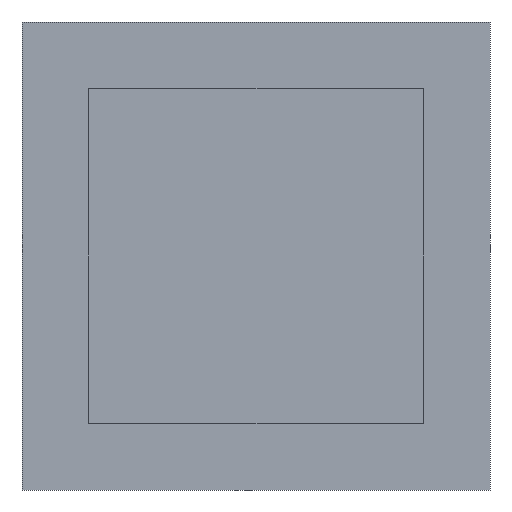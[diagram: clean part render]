
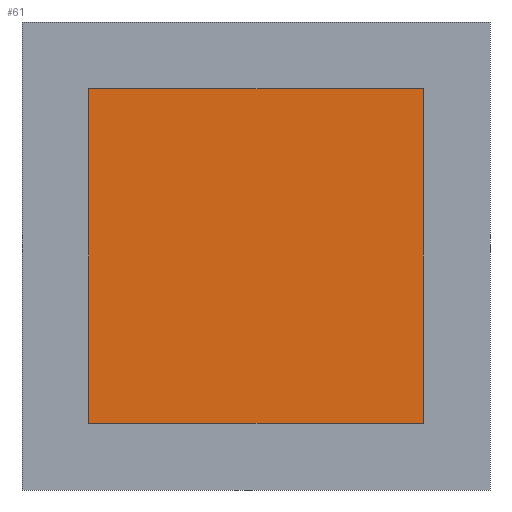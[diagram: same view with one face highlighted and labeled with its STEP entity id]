
A CAD part, front view. The second image highlights one B-rep face of the part: STEP entity #61.
In plain terms, the highlighted planar face has unit normal (0, -1, 0).
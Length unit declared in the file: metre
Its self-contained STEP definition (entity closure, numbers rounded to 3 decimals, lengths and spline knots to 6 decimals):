
#61 = ADVANCED_FACE( 'F49.B', ( #123 ), #124, .F. );
#123 = FACE_OUTER_BOUND( '', #185, .T. );
#124 = PLANE( '', #186 );
#185 = EDGE_LOOP( '', ( #279, #280, #281, #282 ) );
#186 = AXIS2_PLACEMENT_3D( '', #283, #284, #285 );
#279 = ORIENTED_EDGE( '', *, *, #381, .T. );
#280 = ORIENTED_EDGE( '', *, *, #364, .T. );
#281 = ORIENTED_EDGE( '', *, *, #369, .T. );
#282 = ORIENTED_EDGE( '', *, *, #382, .T. );
#283 = CARTESIAN_POINT( '', ( -0.043, 0.001, -0.023 ) );
#284 = DIRECTION( '', ( 0., 1., 0. ) );
#285 = DIRECTION( '', ( 1., 0., 0. ) );
#364 = EDGE_CURVE( '', #428, #429, #430, .T. );
#369 = EDGE_CURVE( '', #429, #437, #438, .T. );
#381 = EDGE_CURVE( '', #453, #428, #454, .T. );
#382 = EDGE_CURVE( '', #437, #453, #455, .T. );
#428 = VERTEX_POINT( '', #518 );
#429 = VERTEX_POINT( '', #519 );
#430 = LINE( '', #520, #521 );
#437 = VERTEX_POINT( '', #531 );
#438 = LINE( '', #532, #533 );
#453 = VERTEX_POINT( '', #555 );
#454 = LINE( '', #556, #557 );
#455 = LINE( '', #558, #559 );
#518 = CARTESIAN_POINT( '', ( -0.048, 0.001, -0.018 ) );
#519 = CARTESIAN_POINT( '', ( -0.048, 0.001, -0.028 ) );
#520 = CARTESIAN_POINT( '', ( -0.048, 0.001, -0.0205 ) );
#521 = VECTOR( '', #600, 1. );
#531 = CARTESIAN_POINT( '', ( -0.038, 0.001, -0.028 ) );
#532 = CARTESIAN_POINT( '', ( -0.0455, 0.001, -0.028 ) );
#533 = VECTOR( '', #604, 1. );
#555 = CARTESIAN_POINT( '', ( -0.038, 0.001, -0.018 ) );
#556 = CARTESIAN_POINT( '', ( -0.0405, 0.001, -0.018 ) );
#557 = VECTOR( '', #612, 1. );
#558 = CARTESIAN_POINT( '', ( -0.038, 0.001, -0.0255 ) );
#559 = VECTOR( '', #613, 1. );
#600 = DIRECTION( '', ( 0., 0., -1. ) );
#604 = DIRECTION( '', ( 1., 0., 0. ) );
#612 = DIRECTION( '', ( -1., 0., 0. ) );
#613 = DIRECTION( '', ( 0., 0., 1. ) );
